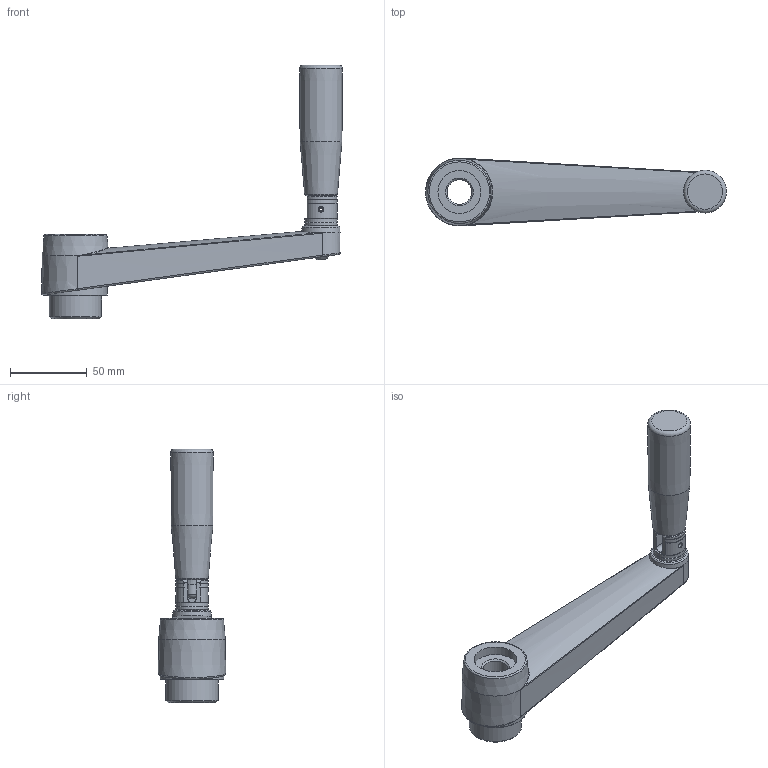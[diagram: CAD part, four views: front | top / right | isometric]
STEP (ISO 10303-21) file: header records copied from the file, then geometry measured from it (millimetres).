
FILE_DESCRIPTION( ( 'Unknown' ), '1' );
FILE_NAME( '6335360_MV160_PMR.stp', 'Unknown', ( 'Unknown' ), ( 'Unknown' ), 'PSStep 11.0', 'Unknown', ' ' );
FILE_SCHEMA( ( 'AUTOMOTIVE_DESIGN { 1 0 10303 214 1 1 1 1 }' ) );
Length unit declared in the file: millimetre
Products named in the file (1): 1833028
Bounding box: 196.06 x 44.15 x 165.36 mm (x, y, z)
Volume: 178374.3 mm3; surface area: 53798.6 mm2
Topology: 1 solids, 2 shells, 243 faces, 623 edges, 399 vertices
Faces by surface type: plane 138, cylinder 47, cone 29, bspline 20, torus 8, sphere 1
Full cylindrical faces by diameter (mm): 3.2 x2, 3.5 x1, 4.917 x1, 5.422 x1, 6 x1, 6.5 x1, 6.95 x1, 7 x1, 7.03 x1, 8.17 x1, 8.3 x1, 8.7 x1, 11 x1, 11.5 x1, 11.52 x1, 11.538 x1, 12.6 x1, 13.076 x1, 16 x1, 21 x2, 28 x1, 34 x1, 41.6 x1
Entity records: 12290 total; most frequent: CARTESIAN_POINT 4986, ORIENTED_EDGE 1068, DIRECTION 1033, EDGE_CURVE 534, AXIS2_PLACEMENT_3D 371, VERTEX_POINT 366, EDGE_LOOP 336, LINE 291
